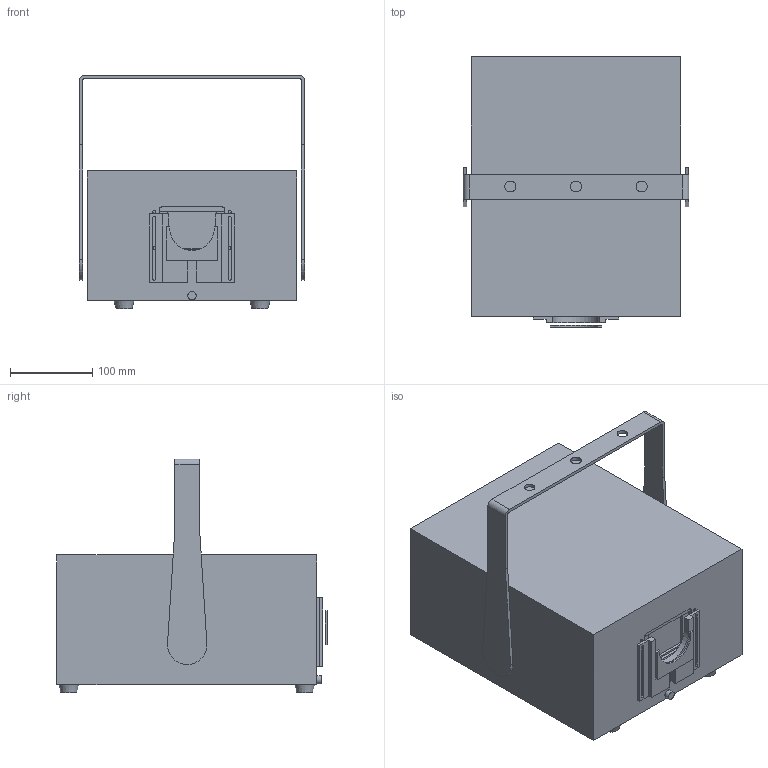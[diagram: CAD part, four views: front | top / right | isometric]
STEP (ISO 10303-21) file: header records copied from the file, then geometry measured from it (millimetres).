
FILE_DESCRIPTION(/* description */ (''),/* implementation_level */ '2;1');
FILE_NAME(/* name */ 'Open.step',/* time_stamp */ '2024-09-21T13:08:54-07:00',/* author */ (''),/* organization */ (''),/* preprocessor_version */ 'ST-DEVELOPER v20',/* originating_system */ 'Autodesk Translation Framework v13.20.0.188',/* authorisation */ '');
FILE_SCHEMA (('AUTOMOTIVE_DESIGN { 1 0 10303 214 3 1 1 }'));
Length unit declared in the file: millimetre
Products named in the file (4): Open; Case Body; Yoke; SafetyScan Bracket
Assembly tree (3 placements, depth 2):
  Open
    Case Body
    Yoke
    SafetyScan Bracket
Bounding box: 274.4 x 328.9 x 284.8 mm (x, y, z)
Volume: 12868339 mm3; surface area: 422954 mm2
Topology: 5 solids, 5 shells, 105 faces, 258 edges, 172 vertices
Faces by surface type: plane 72, cylinder 29, cone 4
Full cylindrical faces by diameter (mm): 3.4 x4, 10 x1, 13.3 x3
Entity records: 3254 total; most frequent: DIRECTION 548, CARTESIAN_POINT 542, ORIENTED_EDGE 516, EDGE_CURVE 258, LINE 192, VECTOR 192, AXIS2_PLACEMENT_3D 178, VERTEX_POINT 172
